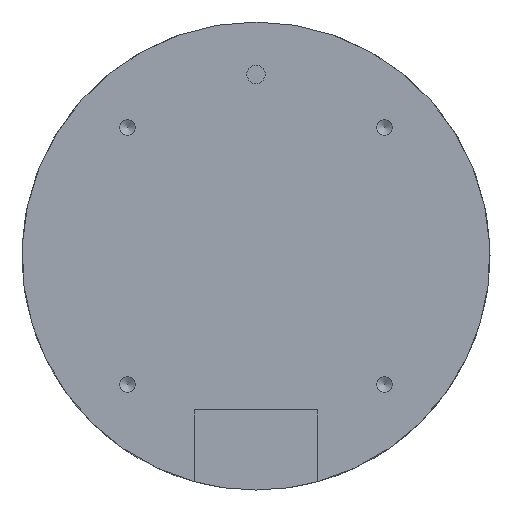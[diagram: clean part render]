
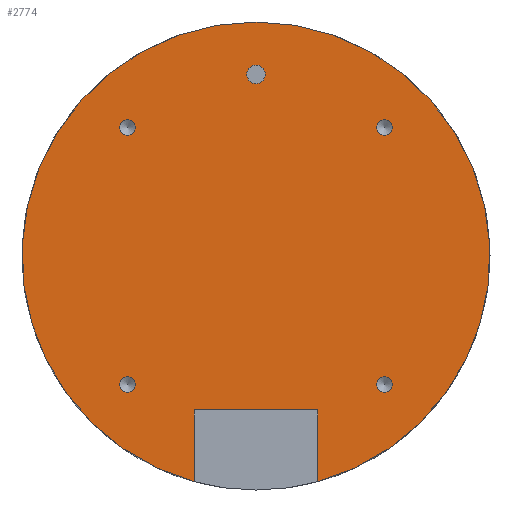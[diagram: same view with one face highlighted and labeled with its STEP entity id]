
A CAD part, front view. The second image highlights one B-rep face of the part: STEP entity #2774.
In plain terms, the highlighted planar face has unit normal (0, -1, 0).
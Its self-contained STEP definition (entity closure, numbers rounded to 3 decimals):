
#139=FACE_BOUND('',#893,.T.);
#140=FACE_BOUND('',#894,.T.);
#141=FACE_BOUND('',#895,.T.);
#142=FACE_BOUND('',#896,.T.);
#143=FACE_BOUND('',#897,.T.);
#169=LINE('',#3858,#451);
#170=LINE('',#3859,#452);
#171=LINE('',#3860,#453);
#451=VECTOR('',#3179,20.);
#452=VECTOR('',#3180,11.661);
#453=VECTOR('',#3181,11.661);
#729=FACE_OUTER_BOUND('',#892,.T.);
#892=EDGE_LOOP('',(#1830,#1831,#1832,#1833,#1834));
#893=EDGE_LOOP('',(#1835));
#894=EDGE_LOOP('',(#1836));
#895=EDGE_LOOP('',(#1837));
#896=EDGE_LOOP('',(#1838));
#897=EDGE_LOOP('',(#1839));
#1078=CIRCLE('',#2953,38.);
#1080=CIRCLE('',#2955,38.);
#1083=CIRCLE('',#2960,1.25);
#1084=CIRCLE('',#2961,1.25);
#1085=CIRCLE('',#2962,1.25);
#1086=CIRCLE('',#2963,1.25);
#1087=CIRCLE('',#2964,1.5);
#1144=VERTEX_POINT('',#3839);
#1145=VERTEX_POINT('',#3840);
#1147=VERTEX_POINT('',#3845);
#1151=VERTEX_POINT('',#3856);
#1152=VERTEX_POINT('',#3857);
#1153=VERTEX_POINT('',#3861);
#1154=VERTEX_POINT('',#3863);
#1155=VERTEX_POINT('',#3865);
#1156=VERTEX_POINT('',#3867);
#1157=VERTEX_POINT('',#3869);
#1415=EDGE_CURVE('',#1144,#1145,#1078,.T.);
#1418=EDGE_CURVE('',#1145,#1147,#1080,.T.);
#1423=EDGE_CURVE('',#1151,#1152,#169,.T.);
#1424=EDGE_CURVE('',#1151,#1147,#170,.T.);
#1425=EDGE_CURVE('',#1152,#1144,#171,.T.);
#1426=EDGE_CURVE('',#1153,#1153,#1083,.T.);
#1427=EDGE_CURVE('',#1154,#1154,#1084,.T.);
#1428=EDGE_CURVE('',#1155,#1155,#1085,.T.);
#1429=EDGE_CURVE('',#1156,#1156,#1086,.T.);
#1430=EDGE_CURVE('',#1157,#1157,#1087,.T.);
#1830=ORIENTED_EDGE('',*,*,#1423,.F.);
#1831=ORIENTED_EDGE('',*,*,#1424,.T.);
#1832=ORIENTED_EDGE('',*,*,#1418,.F.);
#1833=ORIENTED_EDGE('',*,*,#1415,.F.);
#1834=ORIENTED_EDGE('',*,*,#1425,.F.);
#1835=ORIENTED_EDGE('',*,*,#1426,.F.);
#1836=ORIENTED_EDGE('',*,*,#1427,.F.);
#1837=ORIENTED_EDGE('',*,*,#1428,.F.);
#1838=ORIENTED_EDGE('',*,*,#1429,.F.);
#1839=ORIENTED_EDGE('',*,*,#1430,.F.);
#2623=PLANE('',#2959);
#2774=ADVANCED_FACE('',(#729,#139,#140,#141,#142,#143),#2623,.F.);
#2953=AXIS2_PLACEMENT_3D('',#3841,#3162,#3163);
#2955=AXIS2_PLACEMENT_3D('',#3846,#3167,#3168);
#2959=AXIS2_PLACEMENT_3D('',#3855,#3177,#3178);
#2960=AXIS2_PLACEMENT_3D('',#3862,#3182,#3183);
#2961=AXIS2_PLACEMENT_3D('',#3864,#3184,#3185);
#2962=AXIS2_PLACEMENT_3D('',#3866,#3186,#3187);
#2963=AXIS2_PLACEMENT_3D('',#3868,#3188,#3189);
#2964=AXIS2_PLACEMENT_3D('',#3870,#3190,#3191);
#3162=DIRECTION('center_axis',(0.,1.,0.));
#3163=DIRECTION('ref_axis',(0.,0.,1.));
#3167=DIRECTION('center_axis',(0.,1.,0.));
#3168=DIRECTION('ref_axis',(0.,0.,1.));
#3177=DIRECTION('center_axis',(0.,1.,0.));
#3178=DIRECTION('ref_axis',(0.,0.,1.));
#3179=DIRECTION('',(-1.,0.,0.));
#3180=DIRECTION('',(0.,0.,-1.));
#3181=DIRECTION('',(0.,0.,-1.));
#3182=DIRECTION('center_axis',(0.,-1.,0.));
#3183=DIRECTION('ref_axis',(0.,0.,-1.));
#3184=DIRECTION('center_axis',(0.,-1.,0.));
#3185=DIRECTION('ref_axis',(0.,0.,-1.));
#3186=DIRECTION('center_axis',(0.,-1.,0.));
#3187=DIRECTION('ref_axis',(0.,0.,-1.));
#3188=DIRECTION('center_axis',(0.,-1.,0.));
#3189=DIRECTION('ref_axis',(0.,0.,-1.));
#3190=DIRECTION('center_axis',(0.,-1.,0.));
#3191=DIRECTION('ref_axis',(0.,0.,-1.));
#3839=CARTESIAN_POINT('',(-10.,-9.3,-36.661));
#3840=CARTESIAN_POINT('',(0.,-9.3,38.));
#3841=CARTESIAN_POINT('Origin',(0.,-9.3,0.));
#3845=CARTESIAN_POINT('',(10.,-9.3,-36.661));
#3846=CARTESIAN_POINT('Origin',(0.,-9.3,0.));
#3855=CARTESIAN_POINT('Origin',(0.,-9.3,0.));
#3856=CARTESIAN_POINT('',(10.,-9.3,-25.));
#3857=CARTESIAN_POINT('',(-10.,-9.3,-25.));
#3858=CARTESIAN_POINT('',(10.,-9.3,-25.));
#3859=CARTESIAN_POINT('',(10.,-9.3,-25.));
#3860=CARTESIAN_POINT('',(-10.,-9.3,-25.));
#3861=CARTESIAN_POINT('',(-20.86,-9.3,22.11));
#3862=CARTESIAN_POINT('Origin',(-20.86,-9.3,20.86));
#3863=CARTESIAN_POINT('',(-20.86,-9.3,-19.61));
#3864=CARTESIAN_POINT('Origin',(-20.86,-9.3,-20.86));
#3865=CARTESIAN_POINT('',(20.86,-9.3,-19.61));
#3866=CARTESIAN_POINT('Origin',(20.86,-9.3,-20.86));
#3867=CARTESIAN_POINT('',(20.86,-9.3,22.11));
#3868=CARTESIAN_POINT('Origin',(20.86,-9.3,20.86));
#3869=CARTESIAN_POINT('',(0.,-9.3,31.));
#3870=CARTESIAN_POINT('Origin',(0.,-9.3,29.5));
